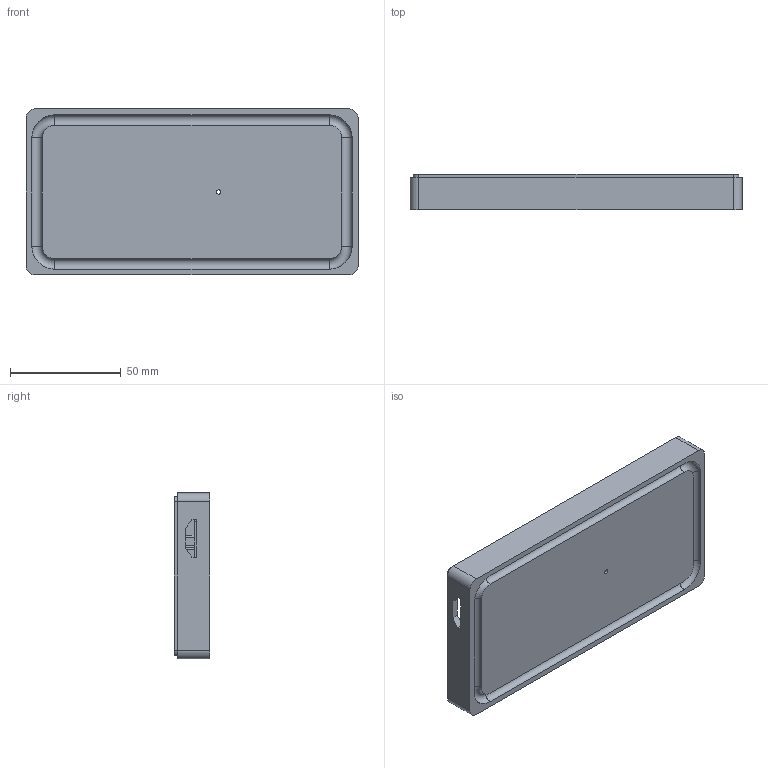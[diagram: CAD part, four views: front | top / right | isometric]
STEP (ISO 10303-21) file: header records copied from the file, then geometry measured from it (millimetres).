
FILE_DESCRIPTION(/* description */ (''),/* implementation_level */ '2;1');
FILE_NAME(/* name */ 'clampShellBottom.step',/* time_stamp */ '2025-06-14T22:19:08-05:00',/* author */ (''),/* organization */ (''),/* preprocessor_version */ 'ST-DEVELOPER v20.1',/* originating_system */ 'Autodesk Translation Framework v14.10.0.0',/* authorisation */ '');
FILE_SCHEMA (('AUTOMOTIVE_DESIGN { 1 0 10303 214 3 1 1 }'));
Length unit declared in the file: millimetre
Products named in the file (1): clampShell
Bounding box: 150 x 16 x 75 mm (x, y, z)
Volume: 45691.1 mm3; surface area: 40865.4 mm2
Topology: 1 solids, 1 shells, 130 faces, 344 edges, 219 vertices
Faces by surface type: plane 52, cylinder 43, torus 16, bspline 13, cone 6
Full cylindrical faces by diameter (mm): 2 x1, 3.5 x4
Entity records: 4562 total; most frequent: CARTESIAN_POINT 1336, ORIENTED_EDGE 688, DIRECTION 637, EDGE_CURVE 344, AXIS2_PLACEMENT_3D 228, VERTEX_POINT 219, LINE 181, VECTOR 181
